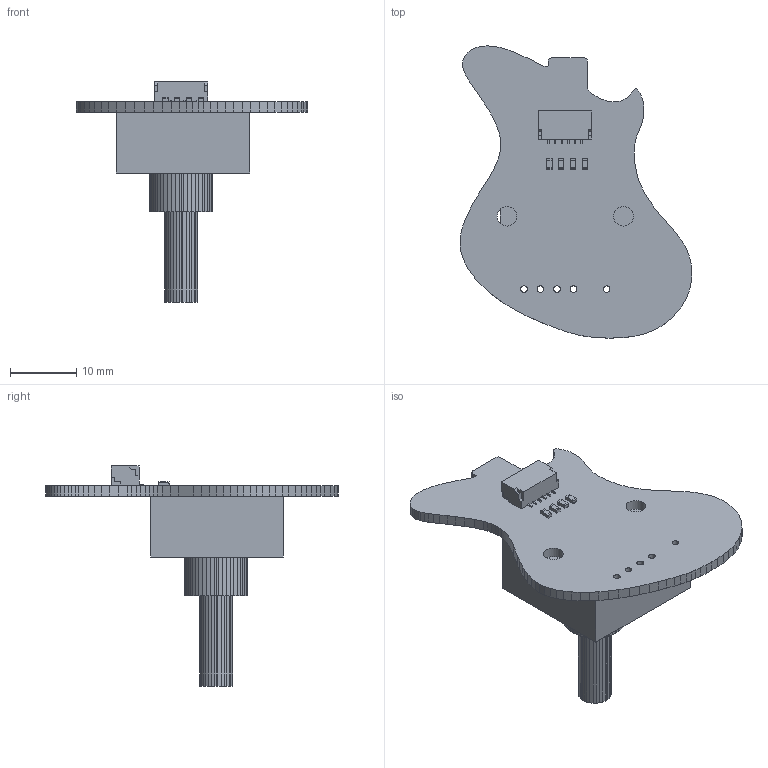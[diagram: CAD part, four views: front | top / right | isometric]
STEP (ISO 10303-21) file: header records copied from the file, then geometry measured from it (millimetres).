
FILE_DESCRIPTION(('Open CASCADE Model'),'2;1');
FILE_NAME('Open CASCADE Shape Model','2022-12-25T16:44:14',('Author'),( 'Open CASCADE'),'Open CASCADE STEP processor 7.5','Open CASCADE 7.5' ,'Unknown');
FILE_SCHEMA(('AUTOMOTIVE_DESIGN { 1 0 10303 214 1 1 1 1 }'));
Length unit declared in the file: millimetre
Products named in the file (21): PCB; BoardAU0002A; Open CASCADE STEP translator 7.5 4.1.1; U1AU0002A; 6763310224; Extruded; 6763310064; 6763310384; R1AU0002A; 6762175312; Mid_Body; Terminal; Open CASCADE STEP translator 6.8 29.2.1; Mark; R2AU0002A; R3AU0002A; R4AU0002A; J2AU0002A; SM06B-SRSS-TB
Assembly tree (24 placements, depth 5):
  PCB
    BoardAU0002A
      Open CASCADE STEP translator 7.5 4.1.1
    U1AU0002A
      6763310224
        Extruded
      6763310064
        Extruded
      6763310384
        Extruded
    R1AU0002A
      6762175312
        Mid_Body
        Terminal  x2
          Open CASCADE STEP translator 6.8 29.2.1
        Mark
    R2AU0002A
      6762175312
        Mid_Body
        Terminal  x2
          Open CASCADE STEP translator 6.8 29.2.1
        Mark
    R3AU0002A
      6762175312
        Mid_Body
        Terminal  x2
          Open CASCADE STEP translator 6.8 29.2.1
        Mark
    R4AU0002A
      6762175312
        Mid_Body
        Terminal  x2
          Open CASCADE STEP translator 6.8 29.2.1
        Mark
    J2AU0002A
      SM06B-SRSS-TB
Bounding box: 35.04 x 44.15 x 33.26 mm (x, y, z)
Volume: 6103 mm3; surface area: 4719.9 mm2
Topology: 21 solids, 21 shells, 499 faces, 1348 edges, 898 vertices
Faces by surface type: plane 492, cylinder 7
Full cylindrical faces by diameter (mm): 1 x5, 2.97 x2
Entity records: 13721 total; most frequent: CARTESIAN_POINT 2264, ORIENTED_EDGE 2216, DIRECTION 1958, EDGE_CURVE 1108, LINE 1094, VECTOR 1094, VERTEX_POINT 738, AXIS2_PLACEMENT_3D 432
